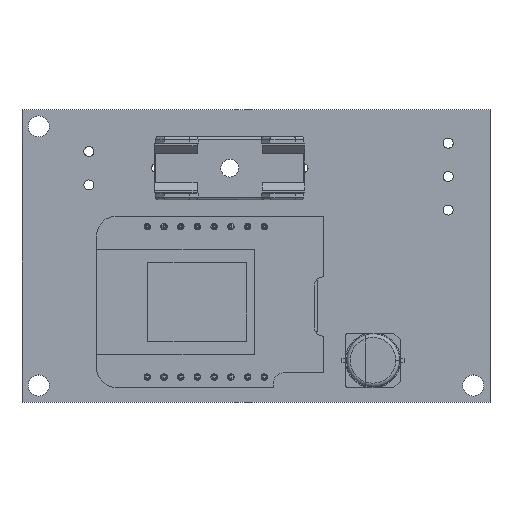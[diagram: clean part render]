
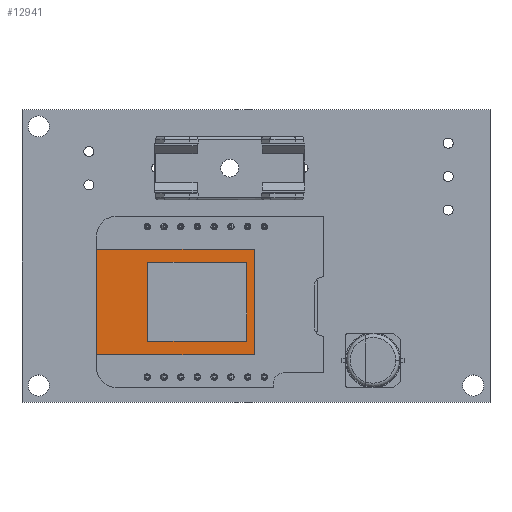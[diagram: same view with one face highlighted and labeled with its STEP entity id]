
A CAD part, top view. The second image highlights one B-rep face of the part: STEP entity #12941.
In plain terms, the highlighted planar face has unit normal (0, 0, 1).
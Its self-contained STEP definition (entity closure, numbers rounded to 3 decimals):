
#10195 = PLANE('',#10196);
#10196 = AXIS2_PLACEMENT_3D('',#10197,#10198,#10199);
#10197 = CARTESIAN_POINT('',(19.42,-16.27,11.1));
#10198 = DIRECTION('',(-1.,0.,0.));
#10199 = DIRECTION('',(0.,1.,0.));
#10223 = PLANE('',#10224);
#10224 = AXIS2_PLACEMENT_3D('',#10225,#10226,#10227);
#10225 = CARTESIAN_POINT('',(3.42,-16.27,11.1));
#10226 = DIRECTION('',(0.,1.,0.));
#10227 = DIRECTION('',(1.,0.,0.));
#10251 = PLANE('',#10252);
#10252 = AXIS2_PLACEMENT_3D('',#10253,#10254,#10255);
#10253 = CARTESIAN_POINT('',(3.42,7.73,11.1));
#10254 = DIRECTION('',(1.,0.,0.));
#10255 = DIRECTION('',(0.,-1.,0.));
#11692 = PLANE('',#11693);
#11693 = AXIS2_PLACEMENT_3D('',#11694,#11695,#11696);
#11694 = CARTESIAN_POINT('',(19.42,7.73,11.1));
#11695 = DIRECTION('',(0.,-1.,0.));
#11696 = DIRECTION('',(-1.,0.,0.));
#11730 = VERTEX_POINT('',#11731);
#11731 = CARTESIAN_POINT('',(3.42,7.73,12.3));
#11752 = EDGE_CURVE('',#11730,#11753,#11755,.T.);
#11753 = VERTEX_POINT('',#11754);
#11754 = CARTESIAN_POINT('',(3.42,-16.27,12.3));
#11755 = SURFACE_CURVE('',#11756,(#11760,#11767),.PCURVE_S1.);
#11756 = LINE('',#11757,#11758);
#11757 = CARTESIAN_POINT('',(3.42,7.73,12.3));
#11758 = VECTOR('',#11759,1.);
#11759 = DIRECTION('',(0.,-1.,0.));
#11760 = PCURVE('',#10251,#11761);
#11761 = DEFINITIONAL_REPRESENTATION('',(#11762),#11766);
#11762 = LINE('',#11763,#11764);
#11763 = CARTESIAN_POINT('',(0.,-1.2));
#11764 = VECTOR('',#11765,1.);
#11765 = DIRECTION('',(1.,0.));
#11766 = ( GEOMETRIC_REPRESENTATION_CONTEXT(2) 
PARAMETRIC_REPRESENTATION_CONTEXT() REPRESENTATION_CONTEXT('2D SPACE',''
  ) );
#11767 = PCURVE('',#11768,#11773);
#11768 = PLANE('',#11769);
#11769 = AXIS2_PLACEMENT_3D('',#11770,#11771,#11772);
#11770 = CARTESIAN_POINT('',(11.42,-4.27,12.3));
#11771 = DIRECTION('',(0.,0.,1.));
#11772 = DIRECTION('',(1.,0.,0.));
#11773 = DEFINITIONAL_REPRESENTATION('',(#11774),#11778);
#11774 = LINE('',#11775,#11776);
#11775 = CARTESIAN_POINT('',(-8.,12.));
#11776 = VECTOR('',#11777,1.);
#11777 = DIRECTION('',(0.,-1.));
#11778 = ( GEOMETRIC_REPRESENTATION_CONTEXT(2) 
PARAMETRIC_REPRESENTATION_CONTEXT() REPRESENTATION_CONTEXT('2D SPACE',''
  ) );
#11806 = EDGE_CURVE('',#11753,#11807,#11809,.T.);
#11807 = VERTEX_POINT('',#11808);
#11808 = CARTESIAN_POINT('',(19.42,-16.27,12.3));
#11809 = SURFACE_CURVE('',#11810,(#11814,#11821),.PCURVE_S1.);
#11810 = LINE('',#11811,#11812);
#11811 = CARTESIAN_POINT('',(3.42,-16.27,12.3));
#11812 = VECTOR('',#11813,1.);
#11813 = DIRECTION('',(1.,0.,0.));
#11814 = PCURVE('',#10223,#11815);
#11815 = DEFINITIONAL_REPRESENTATION('',(#11816),#11820);
#11816 = LINE('',#11817,#11818);
#11817 = CARTESIAN_POINT('',(0.,-1.2));
#11818 = VECTOR('',#11819,1.);
#11819 = DIRECTION('',(1.,0.));
#11820 = ( GEOMETRIC_REPRESENTATION_CONTEXT(2) 
PARAMETRIC_REPRESENTATION_CONTEXT() REPRESENTATION_CONTEXT('2D SPACE',''
  ) );
#11821 = PCURVE('',#11768,#11822);
#11822 = DEFINITIONAL_REPRESENTATION('',(#11823),#11827);
#11823 = LINE('',#11824,#11825);
#11824 = CARTESIAN_POINT('',(-8.,-12.));
#11825 = VECTOR('',#11826,1.);
#11826 = DIRECTION('',(1.,0.));
#11827 = ( GEOMETRIC_REPRESENTATION_CONTEXT(2) 
PARAMETRIC_REPRESENTATION_CONTEXT() REPRESENTATION_CONTEXT('2D SPACE',''
  ) );
#11855 = EDGE_CURVE('',#11807,#11856,#11858,.T.);
#11856 = VERTEX_POINT('',#11857);
#11857 = CARTESIAN_POINT('',(19.42,7.73,12.3));
#11858 = SURFACE_CURVE('',#11859,(#11863,#11870),.PCURVE_S1.);
#11859 = LINE('',#11860,#11861);
#11860 = CARTESIAN_POINT('',(19.42,-16.27,12.3));
#11861 = VECTOR('',#11862,1.);
#11862 = DIRECTION('',(0.,1.,0.));
#11863 = PCURVE('',#10195,#11864);
#11864 = DEFINITIONAL_REPRESENTATION('',(#11865),#11869);
#11865 = LINE('',#11866,#11867);
#11866 = CARTESIAN_POINT('',(0.,-1.2));
#11867 = VECTOR('',#11868,1.);
#11868 = DIRECTION('',(1.,0.));
#11869 = ( GEOMETRIC_REPRESENTATION_CONTEXT(2) 
PARAMETRIC_REPRESENTATION_CONTEXT() REPRESENTATION_CONTEXT('2D SPACE',''
  ) );
#11870 = PCURVE('',#11768,#11871);
#11871 = DEFINITIONAL_REPRESENTATION('',(#11872),#11876);
#11872 = LINE('',#11873,#11874);
#11873 = CARTESIAN_POINT('',(8.,-12.));
#11874 = VECTOR('',#11875,1.);
#11875 = DIRECTION('',(0.,1.));
#11876 = ( GEOMETRIC_REPRESENTATION_CONTEXT(2) 
PARAMETRIC_REPRESENTATION_CONTEXT() REPRESENTATION_CONTEXT('2D SPACE',''
  ) );
#12919 = EDGE_CURVE('',#11856,#11730,#12920,.T.);
#12920 = SURFACE_CURVE('',#12921,(#12925,#12932),.PCURVE_S1.);
#12921 = LINE('',#12922,#12923);
#12922 = CARTESIAN_POINT('',(19.42,7.73,12.3));
#12923 = VECTOR('',#12924,1.);
#12924 = DIRECTION('',(-1.,0.,0.));
#12925 = PCURVE('',#11692,#12926);
#12926 = DEFINITIONAL_REPRESENTATION('',(#12927),#12931);
#12927 = LINE('',#12928,#12929);
#12928 = CARTESIAN_POINT('',(0.,-1.2));
#12929 = VECTOR('',#12930,1.);
#12930 = DIRECTION('',(1.,0.));
#12931 = ( GEOMETRIC_REPRESENTATION_CONTEXT(2) 
PARAMETRIC_REPRESENTATION_CONTEXT() REPRESENTATION_CONTEXT('2D SPACE',''
  ) );
#12932 = PCURVE('',#11768,#12933);
#12933 = DEFINITIONAL_REPRESENTATION('',(#12934),#12938);
#12934 = LINE('',#12935,#12936);
#12935 = CARTESIAN_POINT('',(8.,12.));
#12936 = VECTOR('',#12937,1.);
#12937 = DIRECTION('',(-1.,0.));
#12938 = ( GEOMETRIC_REPRESENTATION_CONTEXT(2) 
PARAMETRIC_REPRESENTATION_CONTEXT() REPRESENTATION_CONTEXT('2D SPACE',''
  ) );
#12941 = ADVANCED_FACE('',(#12942,#12948),#11768,.T.);
#12942 = FACE_BOUND('',#12943,.T.);
#12943 = EDGE_LOOP('',(#12944,#12945,#12946,#12947));
#12944 = ORIENTED_EDGE('',*,*,#11806,.T.);
#12945 = ORIENTED_EDGE('',*,*,#11855,.T.);
#12946 = ORIENTED_EDGE('',*,*,#12919,.T.);
#12947 = ORIENTED_EDGE('',*,*,#11752,.T.);
#12948 = FACE_BOUND('',#12949,.T.);
#12949 = EDGE_LOOP('',(#12950,#12980,#13008,#13036));
#12950 = ORIENTED_EDGE('',*,*,#12951,.F.);
#12951 = EDGE_CURVE('',#12952,#12954,#12956,.T.);
#12952 = VERTEX_POINT('',#12953);
#12953 = CARTESIAN_POINT('',(5.42,-15.07,12.3));
#12954 = VERTEX_POINT('',#12955);
#12955 = CARTESIAN_POINT('',(17.42,-15.07,12.3));
#12956 = SURFACE_CURVE('',#12957,(#12961,#12968),.PCURVE_S1.);
#12957 = LINE('',#12958,#12959);
#12958 = CARTESIAN_POINT('',(5.42,-15.07,12.3));
#12959 = VECTOR('',#12960,1.);
#12960 = DIRECTION('',(1.,0.,0.));
#12961 = PCURVE('',#11768,#12962);
#12962 = DEFINITIONAL_REPRESENTATION('',(#12963),#12967);
#12963 = LINE('',#12964,#12965);
#12964 = CARTESIAN_POINT('',(-6.,-10.8));
#12965 = VECTOR('',#12966,1.);
#12966 = DIRECTION('',(1.,0.));
#12967 = ( GEOMETRIC_REPRESENTATION_CONTEXT(2) 
PARAMETRIC_REPRESENTATION_CONTEXT() REPRESENTATION_CONTEXT('2D SPACE',''
  ) );
#12968 = PCURVE('',#12969,#12974);
#12969 = PLANE('',#12970);
#12970 = AXIS2_PLACEMENT_3D('',#12971,#12972,#12973);
#12971 = CARTESIAN_POINT('',(5.42,-15.07,12.3));
#12972 = DIRECTION('',(0.,1.,0.));
#12973 = DIRECTION('',(1.,0.,0.));
#12974 = DEFINITIONAL_REPRESENTATION('',(#12975),#12979);
#12975 = LINE('',#12976,#12977);
#12976 = CARTESIAN_POINT('',(0.,0.));
#12977 = VECTOR('',#12978,1.);
#12978 = DIRECTION('',(1.,0.));
#12979 = ( GEOMETRIC_REPRESENTATION_CONTEXT(2) 
PARAMETRIC_REPRESENTATION_CONTEXT() REPRESENTATION_CONTEXT('2D SPACE',''
  ) );
#12980 = ORIENTED_EDGE('',*,*,#12981,.F.);
#12981 = EDGE_CURVE('',#12982,#12952,#12984,.T.);
#12982 = VERTEX_POINT('',#12983);
#12983 = CARTESIAN_POINT('',(5.42,-0.07,12.3));
#12984 = SURFACE_CURVE('',#12985,(#12989,#12996),.PCURVE_S1.);
#12985 = LINE('',#12986,#12987);
#12986 = CARTESIAN_POINT('',(5.42,-0.07,12.3));
#12987 = VECTOR('',#12988,1.);
#12988 = DIRECTION('',(0.,-1.,0.));
#12989 = PCURVE('',#11768,#12990);
#12990 = DEFINITIONAL_REPRESENTATION('',(#12991),#12995);
#12991 = LINE('',#12992,#12993);
#12992 = CARTESIAN_POINT('',(-6.,4.2));
#12993 = VECTOR('',#12994,1.);
#12994 = DIRECTION('',(0.,-1.));
#12995 = ( GEOMETRIC_REPRESENTATION_CONTEXT(2) 
PARAMETRIC_REPRESENTATION_CONTEXT() REPRESENTATION_CONTEXT('2D SPACE',''
  ) );
#12996 = PCURVE('',#12997,#13002);
#12997 = PLANE('',#12998);
#12998 = AXIS2_PLACEMENT_3D('',#12999,#13000,#13001);
#12999 = CARTESIAN_POINT('',(5.42,-0.07,12.3));
#13000 = DIRECTION('',(1.,0.,0.));
#13001 = DIRECTION('',(0.,-1.,0.));
#13002 = DEFINITIONAL_REPRESENTATION('',(#13003),#13007);
#13003 = LINE('',#13004,#13005);
#13004 = CARTESIAN_POINT('',(0.,0.));
#13005 = VECTOR('',#13006,1.);
#13006 = DIRECTION('',(1.,0.));
#13007 = ( GEOMETRIC_REPRESENTATION_CONTEXT(2) 
PARAMETRIC_REPRESENTATION_CONTEXT() REPRESENTATION_CONTEXT('2D SPACE',''
  ) );
#13008 = ORIENTED_EDGE('',*,*,#13009,.F.);
#13009 = EDGE_CURVE('',#13010,#12982,#13012,.T.);
#13010 = VERTEX_POINT('',#13011);
#13011 = CARTESIAN_POINT('',(17.42,-0.07,12.3));
#13012 = SURFACE_CURVE('',#13013,(#13017,#13024),.PCURVE_S1.);
#13013 = LINE('',#13014,#13015);
#13014 = CARTESIAN_POINT('',(17.42,-0.07,12.3));
#13015 = VECTOR('',#13016,1.);
#13016 = DIRECTION('',(-1.,0.,0.));
#13017 = PCURVE('',#11768,#13018);
#13018 = DEFINITIONAL_REPRESENTATION('',(#13019),#13023);
#13019 = LINE('',#13020,#13021);
#13020 = CARTESIAN_POINT('',(6.,4.2));
#13021 = VECTOR('',#13022,1.);
#13022 = DIRECTION('',(-1.,0.));
#13023 = ( GEOMETRIC_REPRESENTATION_CONTEXT(2) 
PARAMETRIC_REPRESENTATION_CONTEXT() REPRESENTATION_CONTEXT('2D SPACE',''
  ) );
#13024 = PCURVE('',#13025,#13030);
#13025 = PLANE('',#13026);
#13026 = AXIS2_PLACEMENT_3D('',#13027,#13028,#13029);
#13027 = CARTESIAN_POINT('',(17.42,-0.07,12.3));
#13028 = DIRECTION('',(0.,-1.,0.));
#13029 = DIRECTION('',(-1.,0.,0.));
#13030 = DEFINITIONAL_REPRESENTATION('',(#13031),#13035);
#13031 = LINE('',#13032,#13033);
#13032 = CARTESIAN_POINT('',(0.,0.));
#13033 = VECTOR('',#13034,1.);
#13034 = DIRECTION('',(1.,0.));
#13035 = ( GEOMETRIC_REPRESENTATION_CONTEXT(2) 
PARAMETRIC_REPRESENTATION_CONTEXT() REPRESENTATION_CONTEXT('2D SPACE',''
  ) );
#13036 = ORIENTED_EDGE('',*,*,#13037,.F.);
#13037 = EDGE_CURVE('',#12954,#13010,#13038,.T.);
#13038 = SURFACE_CURVE('',#13039,(#13043,#13050),.PCURVE_S1.);
#13039 = LINE('',#13040,#13041);
#13040 = CARTESIAN_POINT('',(17.42,-15.07,12.3));
#13041 = VECTOR('',#13042,1.);
#13042 = DIRECTION('',(0.,1.,0.));
#13043 = PCURVE('',#11768,#13044);
#13044 = DEFINITIONAL_REPRESENTATION('',(#13045),#13049);
#13045 = LINE('',#13046,#13047);
#13046 = CARTESIAN_POINT('',(6.,-10.8));
#13047 = VECTOR('',#13048,1.);
#13048 = DIRECTION('',(0.,1.));
#13049 = ( GEOMETRIC_REPRESENTATION_CONTEXT(2) 
PARAMETRIC_REPRESENTATION_CONTEXT() REPRESENTATION_CONTEXT('2D SPACE',''
  ) );
#13050 = PCURVE('',#13051,#13056);
#13051 = PLANE('',#13052);
#13052 = AXIS2_PLACEMENT_3D('',#13053,#13054,#13055);
#13053 = CARTESIAN_POINT('',(17.42,-15.07,12.3));
#13054 = DIRECTION('',(-1.,0.,0.));
#13055 = DIRECTION('',(0.,1.,0.));
#13056 = DEFINITIONAL_REPRESENTATION('',(#13057),#13061);
#13057 = LINE('',#13058,#13059);
#13058 = CARTESIAN_POINT('',(0.,0.));
#13059 = VECTOR('',#13060,1.);
#13060 = DIRECTION('',(1.,0.));
#13061 = ( GEOMETRIC_REPRESENTATION_CONTEXT(2) 
PARAMETRIC_REPRESENTATION_CONTEXT() REPRESENTATION_CONTEXT('2D SPACE',''
  ) );
